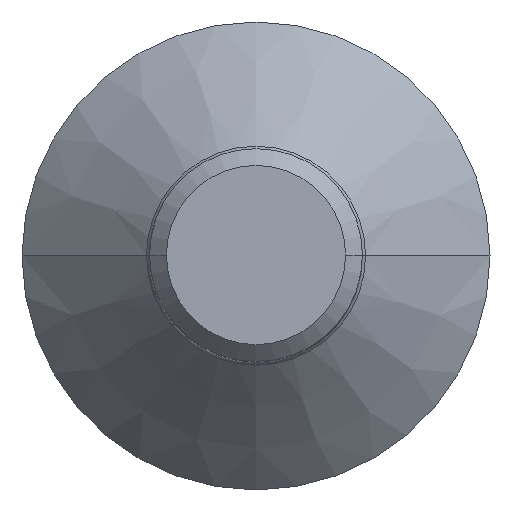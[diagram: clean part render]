
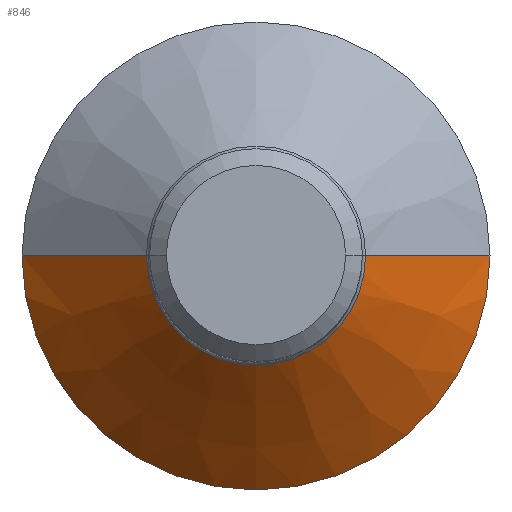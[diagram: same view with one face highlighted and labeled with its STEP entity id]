
A CAD part, top view. The second image highlights one B-rep face of the part: STEP entity #846.
In plain terms, the highlighted conical face has half-angle 45 degrees and reference radius 13.191 mm.
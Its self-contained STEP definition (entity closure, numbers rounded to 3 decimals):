
#4 = CIRCLE ( 'NONE', #636, 6.176 ) ;
#12 = DIRECTION ( 'NONE',  ( 0., 1., 0. ) ) ;
#50 = VERTEX_POINT ( 'NONE', #397 ) ;
#66 = FACE_OUTER_BOUND ( 'NONE', #845, .T. ) ;
#80 = DIRECTION ( 'NONE',  ( 0., 0., -1. ) ) ;
#87 = CARTESIAN_POINT ( 'NONE',  ( -6.176, 0., 7.016 ) ) ;
#88 = ORIENTED_EDGE ( 'NONE', *, *, #176, .F. ) ;
#153 = CARTESIAN_POINT ( 'NONE',  ( 0., 0., 0. ) ) ;
#155 = EDGE_CURVE ( 'NONE', #206, #267, #4, .T. ) ;
#161 = LINE ( 'NONE', #487, #194 ) ;
#167 = EDGE_CURVE ( 'NONE', #267, #568, #524, .T. ) ;
#176 = EDGE_CURVE ( 'NONE', #206, #50, #161, .T. ) ;
#194 = VECTOR ( 'NONE', #262, 1000. ) ;
#198 = ORIENTED_EDGE ( 'NONE', *, *, #155, .T. ) ;
#206 = VERTEX_POINT ( 'NONE', #476 ) ;
#262 = DIRECTION ( 'NONE',  ( 0.707, 0., -0.707 ) ) ;
#267 = VERTEX_POINT ( 'NONE', #87 ) ;
#292 = DIRECTION ( 'NONE',  ( -1., 0., 0. ) ) ;
#298 = CIRCLE ( 'NONE', #303, 13.191 ) ;
#303 = AXIS2_PLACEMENT_3D ( 'NONE', #153, #80, #543 ) ;
#358 = DIRECTION ( 'NONE',  ( 0., 0., -1. ) ) ;
#397 = CARTESIAN_POINT ( 'NONE',  ( 13.191, 0., 0. ) ) ;
#459 = ORIENTED_EDGE ( 'NONE', *, *, #167, .T. ) ;
#476 = CARTESIAN_POINT ( 'NONE',  ( 6.176, 0., 7.016 ) ) ;
#487 = CARTESIAN_POINT ( 'NONE',  ( 13.191, 0., 0. ) ) ;
#524 = LINE ( 'NONE', #669, #720 ) ;
#543 = DIRECTION ( 'NONE',  ( -1., 0., 0. ) ) ;
#554 = CARTESIAN_POINT ( 'NONE',  ( 0., 0., 0. ) ) ;
#568 = VERTEX_POINT ( 'NONE', #718 ) ;
#605 = DIRECTION ( 'NONE',  ( -0.707, 0., -0.707 ) ) ;
#636 = AXIS2_PLACEMENT_3D ( 'NONE', #751, #358, #12 ) ;
#666 = CONICAL_SURFACE ( 'NONE', #672, 13.191, 0.785 ) ;
#669 = CARTESIAN_POINT ( 'NONE',  ( -13.191, 0., 0. ) ) ;
#672 = AXIS2_PLACEMENT_3D ( 'NONE', #554, #746, #292 ) ;
#675 = ORIENTED_EDGE ( 'NONE', *, *, #757, .F. ) ;
#718 = CARTESIAN_POINT ( 'NONE',  ( -13.191, 0., 0. ) ) ;
#720 = VECTOR ( 'NONE', #605, 1000. ) ;
#746 = DIRECTION ( 'NONE',  ( 0., 0., -1. ) ) ;
#751 = CARTESIAN_POINT ( 'NONE',  ( 0., 0., 7.016 ) ) ;
#757 = EDGE_CURVE ( 'NONE', #50, #568, #298, .T. ) ;
#845 = EDGE_LOOP ( 'NONE', ( #88, #198, #459, #675 ) ) ;
#846 = ADVANCED_FACE ( 'NONE', ( #66 ), #666, .T. ) ;
